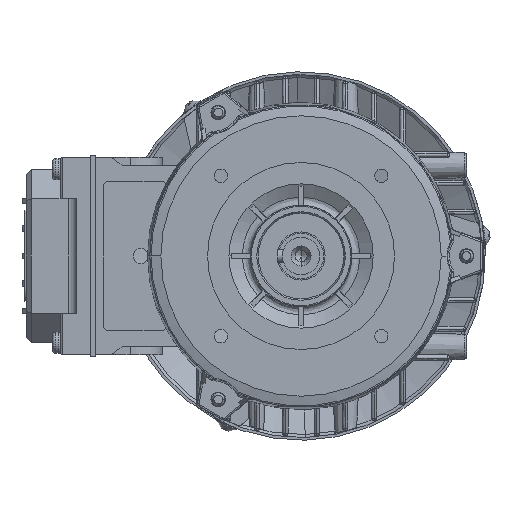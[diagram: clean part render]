
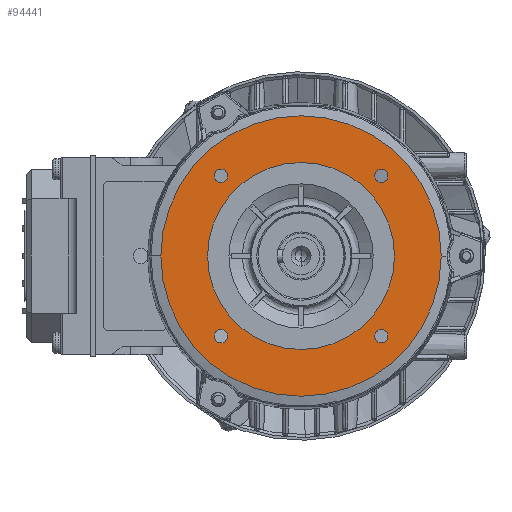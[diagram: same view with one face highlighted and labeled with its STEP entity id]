
A CAD part, left-side view. The second image highlights one B-rep face of the part: STEP entity #94441.
In plain terms, the highlighted planar face has unit normal (-1, 0, 0).
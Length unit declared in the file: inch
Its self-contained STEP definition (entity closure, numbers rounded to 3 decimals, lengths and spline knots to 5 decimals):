
#1420 = VERTEX_POINT ( 'NONE', #9880 ) ;
#1429 = CIRCLE ( 'NONE', #81901, 0.09843 ) ;
#2181 = CARTESIAN_POINT ( 'NONE',  ( -3.56299, 1.18315, 1.18315 ) ) ;
#2419 = DIRECTION ( 'NONE',  ( 0., 1., 0. ) ) ;
#3053 = VERTEX_POINT ( 'NONE', #100582 ) ;
#4991 = FACE_BOUND ( 'NONE', #21203, .T. ) ;
#5710 = DIRECTION ( 'NONE',  ( 1., 0., 0. ) ) ;
#5717 = CIRCLE ( 'NONE', #44732, 0.09843 ) ;
#6016 = EDGE_LOOP ( 'NONE', ( #18949, #133485 ) ) ;
#7160 = CARTESIAN_POINT ( 'NONE',  ( -3.56299, 0., 0. ) ) ;
#7830 = VERTEX_POINT ( 'NONE', #95807 ) ;
#8450 = EDGE_CURVE ( 'NONE', #24476, #94470, #106620, .T. ) ;
#9237 = DIRECTION ( 'NONE',  ( 0., 1., 0. ) ) ;
#9764 = DIRECTION ( 'NONE',  ( 0., 1., 0. ) ) ;
#9880 = CARTESIAN_POINT ( 'NONE',  ( -3.56299, -1.28158, 1.18315 ) ) ;
#9996 = CARTESIAN_POINT ( 'NONE',  ( -3.56299, 1.37795, 0. ) ) ;
#11750 = DIRECTION ( 'NONE',  ( -1., 0., 0. ) ) ;
#14945 = CARTESIAN_POINT ( 'NONE',  ( -3.56299, 2.06693, 0. ) ) ;
#15809 = DIRECTION ( 'NONE',  ( 1., 0., 0. ) ) ;
#16473 = ORIENTED_EDGE ( 'NONE', *, *, #8450, .F. ) ;
#17037 = CIRCLE ( 'NONE', #37688, 0.09843 ) ;
#17263 = AXIS2_PLACEMENT_3D ( 'NONE', #57058, #11750, #88820 ) ;
#17724 = AXIS2_PLACEMENT_3D ( 'NONE', #2181, #131856, #121709 ) ;
#18058 = EDGE_CURVE ( 'NONE', #94911, #87466, #58215, .T. ) ;
#18949 = ORIENTED_EDGE ( 'NONE', *, *, #110830, .F. ) ;
#19179 = EDGE_LOOP ( 'NONE', ( #44027, #28995 ) ) ;
#21203 = EDGE_LOOP ( 'NONE', ( #119967, #71494 ) ) ;
#21978 = DIRECTION ( 'NONE',  ( 1., 0., 0. ) ) ;
#24476 = VERTEX_POINT ( 'NONE', #9996 ) ;
#24673 = DIRECTION ( 'NONE',  ( -1., 0., 0. ) ) ;
#25369 = EDGE_LOOP ( 'NONE', ( #73055, #38602 ) ) ;
#26285 = EDGE_CURVE ( 'NONE', #94470, #24476, #63647, .T. ) ;
#28995 = ORIENTED_EDGE ( 'NONE', *, *, #75095, .F. ) ;
#29780 = AXIS2_PLACEMENT_3D ( 'NONE', #133641, #57199, #123482 ) ;
#30694 = CARTESIAN_POINT ( 'NONE',  ( -3.56299, 1.08473, 1.18315 ) ) ;
#30808 = CARTESIAN_POINT ( 'NONE',  ( -3.56299, 0., 1.37795 ) ) ;
#36134 = CARTESIAN_POINT ( 'NONE',  ( -3.56299, -1.08473, 1.18315 ) ) ;
#37688 = AXIS2_PLACEMENT_3D ( 'NONE', #79368, #57007, #76519 ) ;
#38582 = CARTESIAN_POINT ( 'NONE',  ( -3.56299, 1.28158, 1.18315 ) ) ;
#38602 = ORIENTED_EDGE ( 'NONE', *, *, #53117, .F. ) ;
#38791 = PLANE ( 'NONE',  #42037 ) ;
#39085 = CARTESIAN_POINT ( 'NONE',  ( -3.56299, -1.08473, -1.18315 ) ) ;
#39961 = EDGE_LOOP ( 'NONE', ( #105935, #86386 ) ) ;
#40164 = AXIS2_PLACEMENT_3D ( 'NONE', #92032, #58885, #109600 ) ;
#42037 = AXIS2_PLACEMENT_3D ( 'NONE', #30808, #5710, #82761 ) ;
#43027 = DIRECTION ( 'NONE',  ( -1., 0., 0. ) ) ;
#44027 = ORIENTED_EDGE ( 'NONE', *, *, #69941, .F. ) ;
#44732 = AXIS2_PLACEMENT_3D ( 'NONE', #120019, #88326, #91171 ) ;
#44976 = EDGE_LOOP ( 'NONE', ( #16473, #79766 ) ) ;
#47193 = VERTEX_POINT ( 'NONE', #65579 ) ;
#47714 = DIRECTION ( 'NONE',  ( -1., 0., 0. ) ) ;
#48006 = DIRECTION ( 'NONE',  ( -1., 0., 0. ) ) ;
#48867 = FACE_BOUND ( 'NONE', #19179, .T. ) ;
#51497 = EDGE_CURVE ( 'NONE', #67439, #139182, #17037, .T. ) ;
#53117 = EDGE_CURVE ( 'NONE', #3053, #47193, #125342, .T. ) ;
#57007 = DIRECTION ( 'NONE',  ( -1., 0., 0. ) ) ;
#57058 = CARTESIAN_POINT ( 'NONE',  ( -3.56299, 1.18315, -1.18315 ) ) ;
#57199 = DIRECTION ( 'NONE',  ( -1., 0., 0. ) ) ;
#57886 = EDGE_CURVE ( 'NONE', #47193, #3053, #73432, .T. ) ;
#58215 = CIRCLE ( 'NONE', #138852, 2.06693 ) ;
#58885 = DIRECTION ( 'NONE',  ( -1., 0., 0. ) ) ;
#59546 = CARTESIAN_POINT ( 'NONE',  ( -3.56299, -1.18315, 1.18315 ) ) ;
#59946 = DIRECTION ( 'NONE',  ( 0., 1., 0. ) ) ;
#63647 = CIRCLE ( 'NONE', #79808, 1.37795 ) ;
#63728 = CIRCLE ( 'NONE', #93655, 0.09843 ) ;
#64796 = CIRCLE ( 'NONE', #83237, 2.06693 ) ;
#65579 = CARTESIAN_POINT ( 'NONE',  ( -3.56299, 1.28158, -1.18315 ) ) ;
#67439 = VERTEX_POINT ( 'NONE', #30694 ) ;
#67542 = EDGE_CURVE ( 'NONE', #7830, #99920, #5717, .T. ) ;
#68707 = VERTEX_POINT ( 'NONE', #36134 ) ;
#69941 = EDGE_CURVE ( 'NONE', #68707, #1420, #1429, .T. ) ;
#71494 = ORIENTED_EDGE ( 'NONE', *, *, #51497, .F. ) ;
#71951 = DIRECTION ( 'NONE',  ( 0., 1., 0. ) ) ;
#73055 = ORIENTED_EDGE ( 'NONE', *, *, #57886, .F. ) ;
#73432 = CIRCLE ( 'NONE', #110252, 0.09843 ) ;
#75095 = EDGE_CURVE ( 'NONE', #1420, #68707, #101167, .T. ) ;
#76519 = DIRECTION ( 'NONE',  ( 0., 1., 0. ) ) ;
#79368 = CARTESIAN_POINT ( 'NONE',  ( -3.56299, 1.18315, 1.18315 ) ) ;
#79766 = ORIENTED_EDGE ( 'NONE', *, *, #26285, .F. ) ;
#79808 = AXIS2_PLACEMENT_3D ( 'NONE', #90974, #24673, #2419 ) ;
#79841 = CIRCLE ( 'NONE', #17724, 0.09843 ) ;
#81328 = FACE_BOUND ( 'NONE', #44976, .T. ) ;
#81901 = AXIS2_PLACEMENT_3D ( 'NONE', #59546, #48006, #91986 ) ;
#82761 = DIRECTION ( 'NONE',  ( 0., 1., 0. ) ) ;
#83237 = AXIS2_PLACEMENT_3D ( 'NONE', #99762, #21978, #9764 ) ;
#86386 = ORIENTED_EDGE ( 'NONE', *, *, #67542, .F. ) ;
#87466 = VERTEX_POINT ( 'NONE', #14945 ) ;
#88326 = DIRECTION ( 'NONE',  ( -1., 0., 0. ) ) ;
#88820 = DIRECTION ( 'NONE',  ( 0., 1., 0. ) ) ;
#90974 = CARTESIAN_POINT ( 'NONE',  ( -3.56299, 0., 0. ) ) ;
#91171 = DIRECTION ( 'NONE',  ( 0., 1., 0. ) ) ;
#91986 = DIRECTION ( 'NONE',  ( 0., 1., 0. ) ) ;
#92032 = CARTESIAN_POINT ( 'NONE',  ( -3.56299, 0., 0. ) ) ;
#93655 = AXIS2_PLACEMENT_3D ( 'NONE', #140384, #43027, #9237 ) ;
#94441 = ADVANCED_FACE ( 'NONE', ( #81328, #125274, #103656, #4991, #48867, #125985 ), #38791, .F. ) ;
#94470 = VERTEX_POINT ( 'NONE', #95695 ) ;
#94911 = VERTEX_POINT ( 'NONE', #128677 ) ;
#95695 = CARTESIAN_POINT ( 'NONE',  ( -3.56299, -1.37795, 0. ) ) ;
#95807 = CARTESIAN_POINT ( 'NONE',  ( -3.56299, -1.28158, -1.18315 ) ) ;
#99762 = CARTESIAN_POINT ( 'NONE',  ( -3.56299, 0., 0. ) ) ;
#99920 = VERTEX_POINT ( 'NONE', #39085 ) ;
#100582 = CARTESIAN_POINT ( 'NONE',  ( -3.56299, 1.08473, -1.18315 ) ) ;
#101167 = CIRCLE ( 'NONE', #29780, 0.09843 ) ;
#103656 = FACE_BOUND ( 'NONE', #25369, .T. ) ;
#105935 = ORIENTED_EDGE ( 'NONE', *, *, #124847, .F. ) ;
#106620 = CIRCLE ( 'NONE', #40164, 1.37795 ) ;
#109600 = DIRECTION ( 'NONE',  ( 0., 1., 0. ) ) ;
#110252 = AXIS2_PLACEMENT_3D ( 'NONE', #115431, #47714, #59946 ) ;
#110830 = EDGE_CURVE ( 'NONE', #87466, #94911, #64796, .T. ) ;
#115431 = CARTESIAN_POINT ( 'NONE',  ( -3.56299, 1.18315, -1.18315 ) ) ;
#119967 = ORIENTED_EDGE ( 'NONE', *, *, #131945, .F. ) ;
#120019 = CARTESIAN_POINT ( 'NONE',  ( -3.56299, -1.18315, -1.18315 ) ) ;
#121709 = DIRECTION ( 'NONE',  ( 0., 1., 0. ) ) ;
#123482 = DIRECTION ( 'NONE',  ( 0., 1., 0. ) ) ;
#124847 = EDGE_CURVE ( 'NONE', #99920, #7830, #63728, .T. ) ;
#125274 = FACE_OUTER_BOUND ( 'NONE', #6016, .T. ) ;
#125342 = CIRCLE ( 'NONE', #17263, 0.09843 ) ;
#125985 = FACE_BOUND ( 'NONE', #39961, .T. ) ;
#128677 = CARTESIAN_POINT ( 'NONE',  ( -3.56299, -2.06693, 0. ) ) ;
#131856 = DIRECTION ( 'NONE',  ( -1., 0., 0. ) ) ;
#131945 = EDGE_CURVE ( 'NONE', #139182, #67439, #79841, .T. ) ;
#133485 = ORIENTED_EDGE ( 'NONE', *, *, #18058, .F. ) ;
#133641 = CARTESIAN_POINT ( 'NONE',  ( -3.56299, -1.18315, 1.18315 ) ) ;
#138852 = AXIS2_PLACEMENT_3D ( 'NONE', #7160, #15809, #71951 ) ;
#139182 = VERTEX_POINT ( 'NONE', #38582 ) ;
#140384 = CARTESIAN_POINT ( 'NONE',  ( -3.56299, -1.18315, -1.18315 ) ) ;
